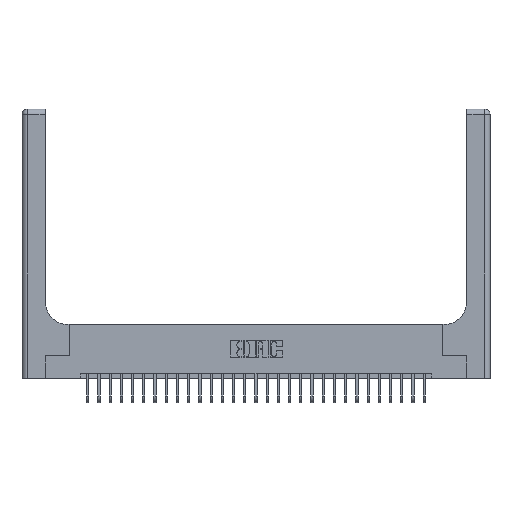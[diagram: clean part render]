
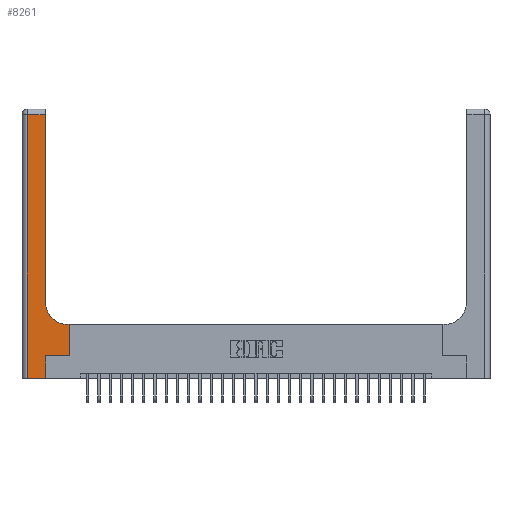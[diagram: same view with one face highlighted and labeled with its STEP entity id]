
A CAD part, top view. The second image highlights one B-rep face of the part: STEP entity #8261.
In plain terms, the highlighted planar face has unit normal (0, 0, 1).
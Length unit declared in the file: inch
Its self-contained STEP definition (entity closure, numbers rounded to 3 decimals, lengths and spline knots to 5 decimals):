
#11 = AXIS2_PLACEMENT_3D ( 'NONE', #12615, #6212, #3696 ) ;
#210 = EDGE_LOOP ( 'NONE', ( #25941, #21676, #18585, #15589, #11146, #26155, #17202, #17110, #7442 ) ) ;
#248 = VERTEX_POINT ( 'NONE', #17174 ) ;
#271 = CARTESIAN_POINT ( 'NONE',  ( 0.26, 2.94, 0.37 ) ) ;
#371 = DIRECTION ( 'NONE',  ( -1., 0., 0. ) ) ;
#413 = CARTESIAN_POINT ( 'NONE',  ( 0.06, 0., 0.37 ) ) ;
#422 = CARTESIAN_POINT ( 'NONE',  ( 0.51, 0.6, 0.37 ) ) ;
#524 = EDGE_CURVE ( 'NONE', #15819, #22966, #14212, .T. ) ;
#799 = EDGE_CURVE ( 'NONE', #9083, #4446, #16307, .T. ) ;
#1014 = CIRCLE ( 'NONE', #18400, 0.25 ) ;
#1769 = DIRECTION ( 'NONE',  ( 1., 0., 0. ) ) ;
#1864 = VECTOR ( 'NONE', #16445, 39.37008 ) ;
#2453 = VECTOR ( 'NONE', #20831, 39.37008 ) ;
#3696 = DIRECTION ( 'NONE',  ( -1., 0., 0. ) ) ;
#3760 = VERTEX_POINT ( 'NONE', #16146 ) ;
#3772 = VECTOR ( 'NONE', #26455, 39.37008 ) ;
#3821 = LINE ( 'NONE', #7746, #18434 ) ;
#3909 = VECTOR ( 'NONE', #13534, 39.37008 ) ;
#4446 = VERTEX_POINT ( 'NONE', #20607 ) ;
#6004 = CARTESIAN_POINT ( 'NONE',  ( 0.51, 0.85, 0.37 ) ) ;
#6079 = CARTESIAN_POINT ( 'NONE',  ( 0.06, 3., 0.37 ) ) ;
#6212 = DIRECTION ( 'NONE',  ( 0., 0., -1. ) ) ;
#6925 = EDGE_CURVE ( 'NONE', #248, #3760, #3821, .T. ) ;
#7420 = VERTEX_POINT ( 'NONE', #413 ) ;
#7442 = ORIENTED_EDGE ( 'NONE', *, *, #22325, .T. ) ;
#7746 = CARTESIAN_POINT ( 'NONE',  ( 0.265, 0., 0.37 ) ) ;
#7879 = LINE ( 'NONE', #18299, #25292 ) ;
#8097 = LINE ( 'NONE', #12842, #1864 ) ;
#8261 = ADVANCED_FACE ( 'NONE', ( #22563 ), #10243, .F. ) ;
#9083 = VERTEX_POINT ( 'NONE', #271 ) ;
#9418 = CARTESIAN_POINT ( 'NONE',  ( 0., 2.94, 0.37 ) ) ;
#9435 = DIRECTION ( 'NONE',  ( 1., 0., 0. ) ) ;
#9545 = EDGE_CURVE ( 'NONE', #7420, #248, #7879, .T. ) ;
#10243 = PLANE ( 'NONE',  #11 ) ;
#11146 = ORIENTED_EDGE ( 'NONE', *, *, #6925, .T. ) ;
#11531 = EDGE_CURVE ( 'NONE', #14434, #9083, #8097, .T. ) ;
#12000 = EDGE_CURVE ( 'NONE', #22966, #21265, #15752, .T. ) ;
#12615 = CARTESIAN_POINT ( 'NONE',  ( 0., 3., 0.37 ) ) ;
#12774 = DIRECTION ( 'NONE',  ( 0., -1., 0. ) ) ;
#12842 = CARTESIAN_POINT ( 'NONE',  ( 0.26, 3., 0.37 ) ) ;
#13338 = CARTESIAN_POINT ( 'NONE',  ( 0.26, 0.6, 0.37 ) ) ;
#13534 = DIRECTION ( 'NONE',  ( -1., 0., 0. ) ) ;
#14212 = LINE ( 'NONE', #27983, #3772 ) ;
#14434 = VERTEX_POINT ( 'NONE', #27860 ) ;
#15589 = ORIENTED_EDGE ( 'NONE', *, *, #9545, .T. ) ;
#15752 = LINE ( 'NONE', #13338, #3909 ) ;
#15819 = VERTEX_POINT ( 'NONE', #27120 ) ;
#15934 = EDGE_CURVE ( 'NONE', #3760, #15819, #18049, .T. ) ;
#16146 = CARTESIAN_POINT ( 'NONE',  ( 0.265, 0.25, 0.37 ) ) ;
#16307 = LINE ( 'NONE', #9418, #18011 ) ;
#16445 = DIRECTION ( 'NONE',  ( 0., 1., 0. ) ) ;
#16608 = DIRECTION ( 'NONE',  ( 0., 1., 0. ) ) ;
#17110 = ORIENTED_EDGE ( 'NONE', *, *, #12000, .T. ) ;
#17174 = CARTESIAN_POINT ( 'NONE',  ( 0.265, 0., 0.37 ) ) ;
#17202 = ORIENTED_EDGE ( 'NONE', *, *, #524, .T. ) ;
#18011 = VECTOR ( 'NONE', #371, 39.37008 ) ;
#18049 = LINE ( 'NONE', #27745, #2453 ) ;
#18299 = CARTESIAN_POINT ( 'NONE',  ( 0., 0., 0.37 ) ) ;
#18400 = AXIS2_PLACEMENT_3D ( 'NONE', #6004, #21596, #1769 ) ;
#18434 = VECTOR ( 'NONE', #16608, 39.37008 ) ;
#18585 = ORIENTED_EDGE ( 'NONE', *, *, #27649, .T. ) ;
#20607 = CARTESIAN_POINT ( 'NONE',  ( 0.06, 2.94, 0.37 ) ) ;
#20831 = DIRECTION ( 'NONE',  ( 1., 0., 0. ) ) ;
#21265 = VERTEX_POINT ( 'NONE', #422 ) ;
#21596 = DIRECTION ( 'NONE',  ( 0., 0., -1. ) ) ;
#21676 = ORIENTED_EDGE ( 'NONE', *, *, #799, .T. ) ;
#22325 = EDGE_CURVE ( 'NONE', #21265, #14434, #1014, .T. ) ;
#22563 = FACE_OUTER_BOUND ( 'NONE', #210, .T. ) ;
#22966 = VERTEX_POINT ( 'NONE', #25712 ) ;
#25292 = VECTOR ( 'NONE', #9435, 39.37008 ) ;
#25712 = CARTESIAN_POINT ( 'NONE',  ( 0.528, 0.6, 0.37 ) ) ;
#25941 = ORIENTED_EDGE ( 'NONE', *, *, #11531, .T. ) ;
#26155 = ORIENTED_EDGE ( 'NONE', *, *, #15934, .T. ) ;
#26211 = VECTOR ( 'NONE', #12774, 39.37008 ) ;
#26455 = DIRECTION ( 'NONE',  ( 0., 1., 0. ) ) ;
#27120 = CARTESIAN_POINT ( 'NONE',  ( 0.528, 0.25, 0.37 ) ) ;
#27262 = LINE ( 'NONE', #6079, #26211 ) ;
#27649 = EDGE_CURVE ( 'NONE', #4446, #7420, #27262, .T. ) ;
#27745 = CARTESIAN_POINT ( 'NONE',  ( 0.265, 0.25, 0.37 ) ) ;
#27860 = CARTESIAN_POINT ( 'NONE',  ( 0.26, 0.85, 0.37 ) ) ;
#27983 = CARTESIAN_POINT ( 'NONE',  ( 0.528, 0.25, 0.37 ) ) ;
